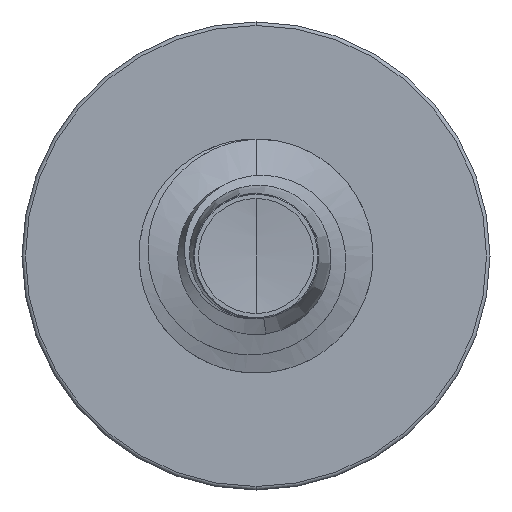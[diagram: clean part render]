
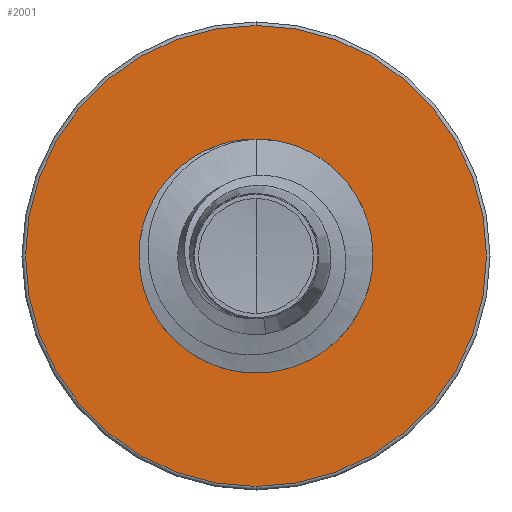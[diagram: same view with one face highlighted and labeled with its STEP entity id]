
A CAD part, front view. The second image highlights one B-rep face of the part: STEP entity #2001.
In plain terms, the highlighted planar face has unit normal (0, -1, 0).
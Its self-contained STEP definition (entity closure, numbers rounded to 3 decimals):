
#660 = CARTESIAN_POINT ( 'NONE',  ( 0., 7., 2.842 ) ) ;
#1366 = AXIS2_PLACEMENT_3D ( 'NONE', #9050, #9042, #9040 ) ;
#2001 = ADVANCED_FACE ( 'NONE', ( #6193, #8503 ), #3974, .F. ) ;
#2552 = ORIENTED_EDGE ( 'NONE', *, *, #10286, .F. ) ;
#3331 = CIRCLE ( 'NONE', #9750, 5.91 ) ;
#3955 = DIRECTION ( 'NONE',  ( 0., 0., 1. ) ) ;
#3959 = DIRECTION ( 'NONE',  ( 0., 1., 0. ) ) ;
#3974 = PLANE ( 'NONE',  #6567 ) ;
#4004 = CARTESIAN_POINT ( 'NONE',  ( 0., 7., -2.842 ) ) ;
#4504 = CARTESIAN_POINT ( 'NONE',  ( 0., 7., 5.91 ) ) ;
#4585 = DIRECTION ( 'NONE',  ( 0., 0., 1. ) ) ;
#4600 = DIRECTION ( 'NONE',  ( 0., 1., 0. ) ) ;
#4620 = CARTESIAN_POINT ( 'NONE',  ( 0., 7., 0. ) ) ;
#4782 = DIRECTION ( 'NONE',  ( 0., 0., 1. ) ) ;
#4793 = DIRECTION ( 'NONE',  ( 0., 1., 0. ) ) ;
#4805 = CARTESIAN_POINT ( 'NONE',  ( 0., 7., 0. ) ) ;
#5653 = ORIENTED_EDGE ( 'NONE', *, *, #10101, .F. ) ;
#6193 = FACE_OUTER_BOUND ( 'NONE', #8425, .T. ) ;
#6215 = VERTEX_POINT ( 'NONE', #4504 ) ;
#6340 = CIRCLE ( 'NONE', #7655, 2.842 ) ;
#6567 = AXIS2_PLACEMENT_3D ( 'NONE', #4004, #3959, #3955 ) ;
#7150 = VERTEX_POINT ( 'NONE', #660 ) ;
#7655 = AXIS2_PLACEMENT_3D ( 'NONE', #10978, #10970, #10964 ) ;
#7880 = CIRCLE ( 'NONE', #1366, 5.91 ) ;
#7920 = VERTEX_POINT ( 'NONE', #10122 ) ;
#8078 = EDGE_LOOP ( 'NONE', ( #8080, #9803 ) ) ;
#8080 = ORIENTED_EDGE ( 'NONE', *, *, #9837, .T. ) ;
#8226 = CARTESIAN_POINT ( 'NONE',  ( 0., 7., -5.91 ) ) ;
#8250 = CIRCLE ( 'NONE', #10552, 2.842 ) ;
#8425 = EDGE_LOOP ( 'NONE', ( #2552, #5653 ) ) ;
#8503 = FACE_BOUND ( 'NONE', #8078, .T. ) ;
#9040 = DIRECTION ( 'NONE',  ( 0., 0., 1. ) ) ;
#9042 = DIRECTION ( 'NONE',  ( 0., 1., 0. ) ) ;
#9050 = CARTESIAN_POINT ( 'NONE',  ( 0., 7., 0. ) ) ;
#9750 = AXIS2_PLACEMENT_3D ( 'NONE', #4805, #4793, #4782 ) ;
#9803 = ORIENTED_EDGE ( 'NONE', *, *, #10289, .T. ) ;
#9837 = EDGE_CURVE ( 'NONE', #7150, #7920, #6340, .T. ) ;
#10101 = EDGE_CURVE ( 'NONE', #11244, #6215, #7880, .T. ) ;
#10122 = CARTESIAN_POINT ( 'NONE',  ( 0., 7., -2.842 ) ) ;
#10286 = EDGE_CURVE ( 'NONE', #6215, #11244, #3331, .T. ) ;
#10289 = EDGE_CURVE ( 'NONE', #7920, #7150, #8250, .T. ) ;
#10552 = AXIS2_PLACEMENT_3D ( 'NONE', #4620, #4600, #4585 ) ;
#10964 = DIRECTION ( 'NONE',  ( 0., 0., 1. ) ) ;
#10970 = DIRECTION ( 'NONE',  ( 0., 1., 0. ) ) ;
#10978 = CARTESIAN_POINT ( 'NONE',  ( 0., 7., 0. ) ) ;
#11244 = VERTEX_POINT ( 'NONE', #8226 ) ;
